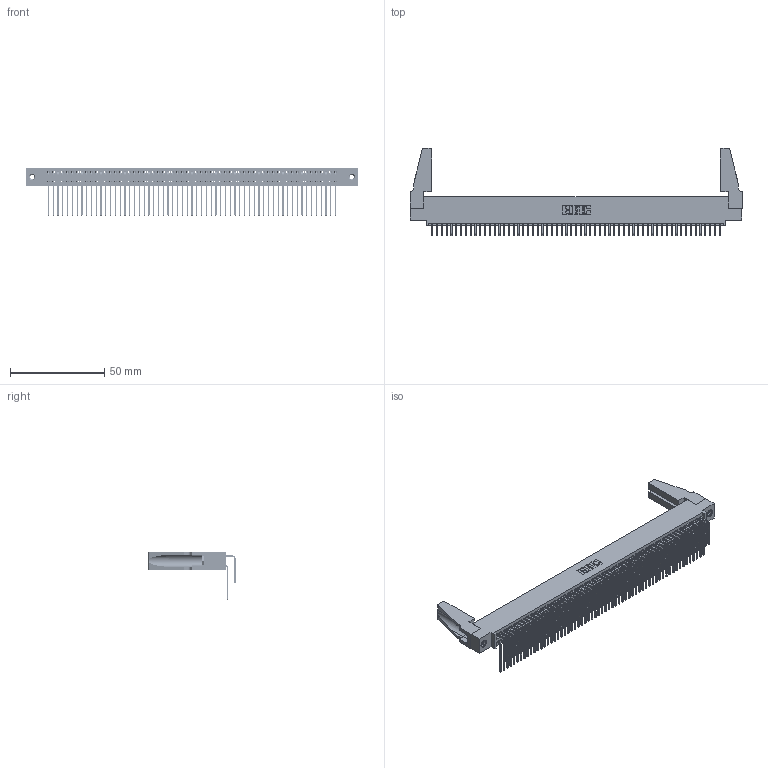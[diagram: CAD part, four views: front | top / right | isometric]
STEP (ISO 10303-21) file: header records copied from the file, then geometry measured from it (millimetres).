
FILE_DESCRIPTION (( 'STEP AP203' ), '1' );
FILE_NAME ('395-122-559-588.STEP', '2019-10-28T09:39:29', ( '' ), ( '' ), 'SwSTEP 2.0', 'SolidWorks 2016', '' );
FILE_SCHEMA (( 'CONFIG_CONTROL_DESIGN' ));
Length unit declared in the file: inch
Products named in the file (6): 395-122-559-588; 345 Part_0.110 Offset - 0.156 Dia-TH; 345-292-001_558 559 Tail - 1; 345-292-001_559 Tail - 2; 345-250-001_345-250-001-102; 345-220-078_345-220-088
Assembly tree (127 placements, depth 2):
  395-122-559-588
    345 Part_0.110 Offset - 0.156 Dia-TH
    345-292-001_558 559 Tail - 1  x61
    345-292-001_559 Tail - 2  x61
    345-250-001_345-250-001-102  x2
    345-220-078_345-220-088  x2
Bounding box: 176.17 x 46.22 x 25.53 mm (x, y, z)
Volume: 21173 mm3; surface area: 33382 mm2
Topology: 127 solids, 127 shells, 6598 faces, 19577 edges, 12878 vertices
Faces by surface type: plane 4426, cylinder 2156, cone 12, torus 4
Entity records: 49236 total; most frequent: CARTESIAN_POINT 8277, ORIENTED_EDGE 8120, DIRECTION 7252, EDGE_CURVE 4060, VECTOR 3602, LINE 3602, VERTEX_POINT 2698, AXIS2_PLACEMENT_3D 1825
